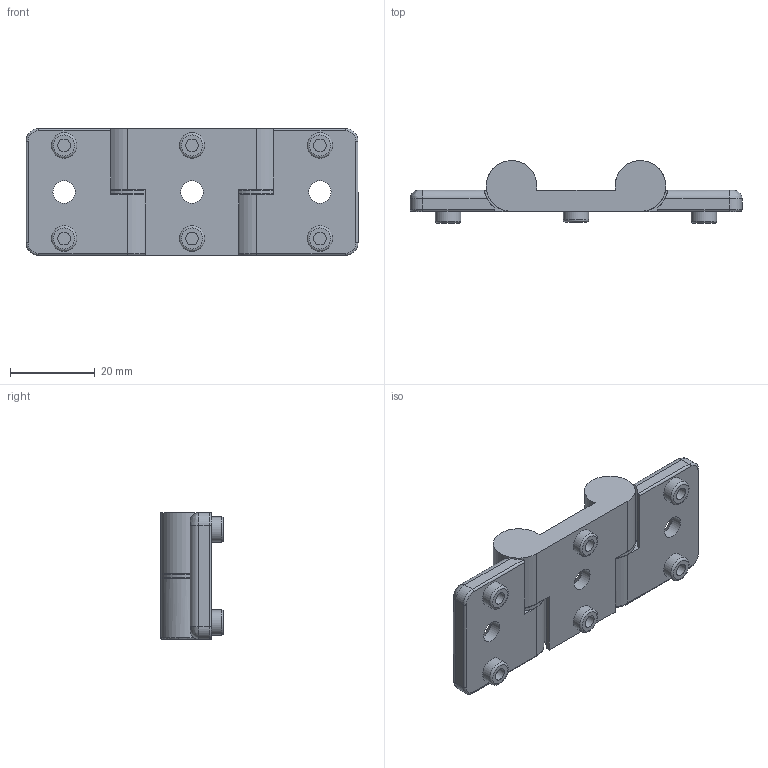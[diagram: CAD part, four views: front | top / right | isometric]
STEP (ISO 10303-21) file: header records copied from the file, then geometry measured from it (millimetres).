
FILE_DESCRIPTION(/* description */ ('KriTec Doppelscharnier 6 PA'),/* implementation_level */ '2;1');
FILE_NAME(/* name */ '10241_KriTec_Doppelscharnier_6_PA.stp',/* time_stamp */ '2020-08-17T16:02:06+02:00',/* author */ ('Nell'),/* organization */ (''),/* preprocessor_version */ 'ST-DEVELOPER v17',/* originating_system */ 'Autodesk Inventor 2018',/* authorisation */ '');
FILE_SCHEMA (('AUTOMOTIVE_DESIGN { 1 0 10303 214 3 1 1 }'));
Length unit declared in the file: millimetre
Products named in the file (6): 10241; 10241-KriTec Doppelscharnier 6 PA; 10241-KriTec Doppelscharnier 6 PA-rechts; Scheibe; StiftØ5x20; 10241-KriTec Doppelscharnier 6 PA_1
Assembly tree (7 placements, depth 2):
  10241
    10241-KriTec Doppelscharnier 6 PA
    10241-KriTec Doppelscharnier 6 PA-rechts
    Scheibe  x2
    StiftØ5x20  x2
    10241-KriTec Doppelscharnier 6 PA_1
Bounding box: 78.5 x 14.8 x 30 mm (x, y, z)
Volume: 15236 mm3; surface area: 9658.8 mm2
Topology: 7 solids, 7 shells, 122 faces, 263 edges, 171 vertices
Faces by surface type: cylinder 49, plane 46, torus 12, cone 11, bspline 4
Full cylindrical faces by diameter (mm): 3 x6, 5 x6, 5.3 x3, 5.5 x2, 6 x6, 12 x2
Entity records: 3444 total; most frequent: DIRECTION 619, CARTESIAN_POINT 613, ORIENTED_EDGE 492, AXIS2_PLACEMENT_3D 259, EDGE_CURVE 246, VERTEX_POINT 161, CIRCLE 139, EDGE_LOOP 135
